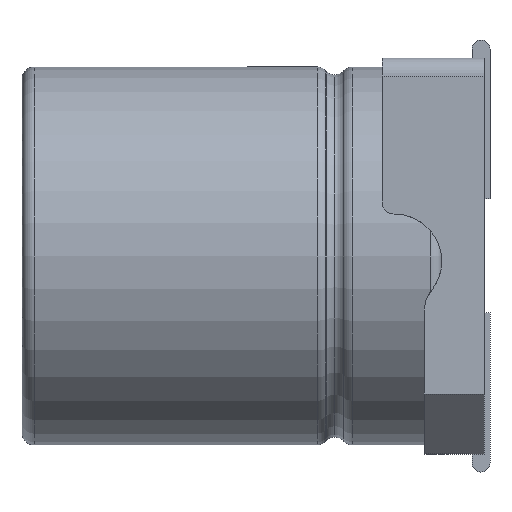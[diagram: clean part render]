
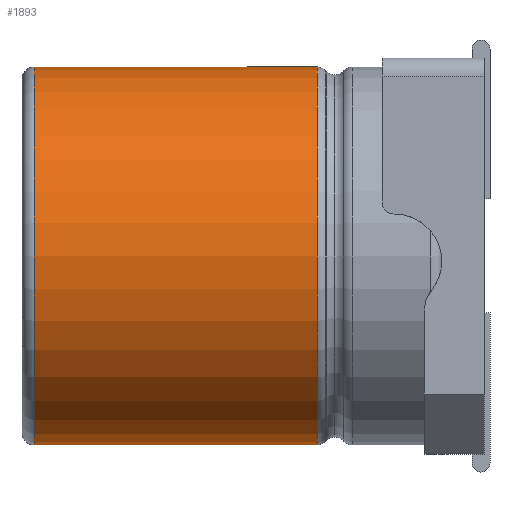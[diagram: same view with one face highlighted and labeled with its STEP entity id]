
A CAD part, left-side view. The second image highlights one B-rep face of the part: STEP entity #1893.
In plain terms, the highlighted cylindrical face has radius 3.15 mm (diameter 6.3 mm), a partial arc.
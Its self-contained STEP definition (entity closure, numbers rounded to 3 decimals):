
#54 = CARTESIAN_POINT ( 'NONE',  ( 0., 2.083, -3.15 ) ) ;
#209 = DIRECTION ( 'NONE',  ( 0., 0., -1. ) ) ;
#278 = DIRECTION ( 'NONE',  ( 0., -1., 0. ) ) ;
#416 = CIRCLE ( 'NONE', #1290, 3.15 ) ;
#468 = VERTEX_POINT ( 'NONE', #1009 ) ;
#502 = EDGE_CURVE ( 'NONE', #1640, #468, #854, .T. ) ;
#854 = LINE ( 'NONE', #1410, #897 ) ;
#893 = EDGE_LOOP ( 'NONE', ( #1863, #1842, #1561, #2739 ) ) ;
#897 = VECTOR ( 'NONE', #1478, 1000. ) ;
#1009 = CARTESIAN_POINT ( 'NONE',  ( 0., 2.083, 3.15 ) ) ;
#1044 = VERTEX_POINT ( 'NONE', #54 ) ;
#1118 = DIRECTION ( 'NONE',  ( 0., 0., -1. ) ) ;
#1146 = EDGE_CURVE ( 'NONE', #1235, #1044, #2557, .T. ) ;
#1235 = VERTEX_POINT ( 'NONE', #2211 ) ;
#1290 = AXIS2_PLACEMENT_3D ( 'NONE', #2609, #1754, #1118 ) ;
#1378 = AXIS2_PLACEMENT_3D ( 'NONE', #2128, #278, #209 ) ;
#1410 = CARTESIAN_POINT ( 'NONE',  ( 0., 0., 3.15 ) ) ;
#1478 = DIRECTION ( 'NONE',  ( 0., -1., 0. ) ) ;
#1561 = ORIENTED_EDGE ( 'NONE', *, *, #1146, .T. ) ;
#1640 = VERTEX_POINT ( 'NONE', #1849 ) ;
#1754 = DIRECTION ( 'NONE',  ( 0., -1., 0. ) ) ;
#1795 = CARTESIAN_POINT ( 'NONE',  ( 0., 0., -3.15 ) ) ;
#1836 = CYLINDRICAL_SURFACE ( 'NONE', #2466, 3.15 ) ;
#1842 = ORIENTED_EDGE ( 'NONE', *, *, #2268, .T. ) ;
#1849 = CARTESIAN_POINT ( 'NONE',  ( 0., 6.8, 3.15 ) ) ;
#1857 = DIRECTION ( 'NONE',  ( 0., -1., 0. ) ) ;
#1863 = ORIENTED_EDGE ( 'NONE', *, *, #502, .F. ) ;
#1869 = FACE_OUTER_BOUND ( 'NONE', #893, .T. ) ;
#1893 = ADVANCED_FACE ( 'NONE', ( #1869 ), #1836, .T. ) ;
#2128 = CARTESIAN_POINT ( 'NONE',  ( 0., 2.083, 0. ) ) ;
#2181 = DIRECTION ( 'NONE',  ( 0., 0., -1. ) ) ;
#2190 = CARTESIAN_POINT ( 'NONE',  ( 0., 0., 0. ) ) ;
#2211 = CARTESIAN_POINT ( 'NONE',  ( 0., 6.8, -3.15 ) ) ;
#2268 = EDGE_CURVE ( 'NONE', #1640, #1235, #416, .T. ) ;
#2337 = VECTOR ( 'NONE', #1857, 1000. ) ;
#2422 = CIRCLE ( 'NONE', #1378, 3.15 ) ;
#2443 = DIRECTION ( 'NONE',  ( 0., -1., 0. ) ) ;
#2461 = EDGE_CURVE ( 'NONE', #468, #1044, #2422, .T. ) ;
#2466 = AXIS2_PLACEMENT_3D ( 'NONE', #2190, #2443, #2181 ) ;
#2557 = LINE ( 'NONE', #1795, #2337 ) ;
#2609 = CARTESIAN_POINT ( 'NONE',  ( 0., 6.8, 0. ) ) ;
#2739 = ORIENTED_EDGE ( 'NONE', *, *, #2461, .F. ) ;
